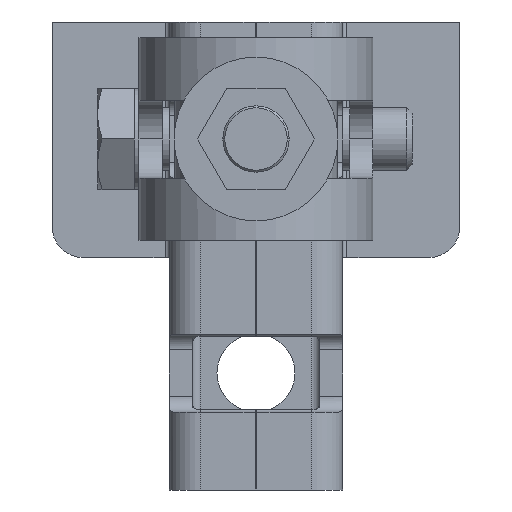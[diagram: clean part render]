
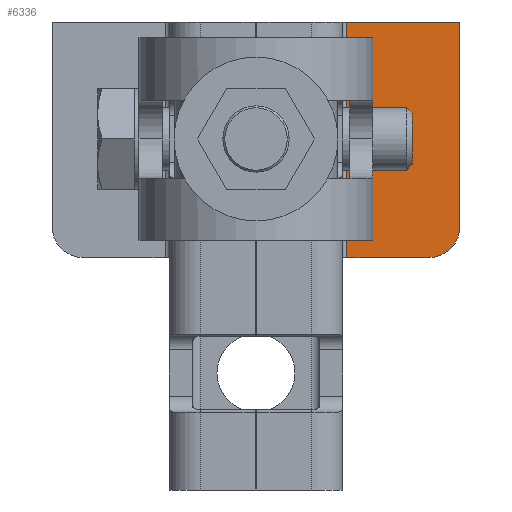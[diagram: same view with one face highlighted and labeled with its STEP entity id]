
A CAD part, front view. The second image highlights one B-rep face of the part: STEP entity #6336.
In plain terms, the highlighted planar face has unit normal (0, -1, 0).
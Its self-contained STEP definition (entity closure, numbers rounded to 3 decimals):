
#194 = ORIENTED_EDGE ( 'NONE', *, *, #5475, .F. ) ;
#276 = ORIENTED_EDGE ( 'NONE', *, *, #2844, .T. ) ;
#627 = VECTOR ( 'NONE', #1707, 1000. ) ;
#865 = VERTEX_POINT ( 'NONE', #7499 ) ;
#923 = CARTESIAN_POINT ( 'NONE',  ( 11.65, 28., 29.8 ) ) ;
#1073 = CARTESIAN_POINT ( 'NONE',  ( 11.65, 28., 60. ) ) ;
#1534 = FACE_OUTER_BOUND ( 'NONE', #8304, .T. ) ;
#1622 = ORIENTED_EDGE ( 'NONE', *, *, #9366, .T. ) ;
#1679 = VECTOR ( 'NONE', #2074, 1000. ) ;
#1707 = DIRECTION ( 'NONE',  ( 1., 0., 0. ) ) ;
#2074 = DIRECTION ( 'NONE',  ( 1., 0., 0. ) ) ;
#2655 = LINE ( 'NONE', #8766, #1679 ) ;
#2844 = EDGE_CURVE ( 'NONE', #7025, #4681, #6633, .T. ) ;
#2928 = VERTEX_POINT ( 'NONE', #4299 ) ;
#3032 = CARTESIAN_POINT ( 'NONE',  ( 26.15, 28., 33.8 ) ) ;
#3144 = ORIENTED_EDGE ( 'NONE', *, *, #3632, .F. ) ;
#3366 = DIRECTION ( 'NONE',  ( 0., 0., -1. ) ) ;
#3515 = DIRECTION ( 'NONE',  ( 0., 0., -1. ) ) ;
#3632 = EDGE_CURVE ( 'NONE', #865, #4681, #4039, .T. ) ;
#3870 = DIRECTION ( 'NONE',  ( 0., -1., 0. ) ) ;
#3949 = ORIENTED_EDGE ( 'NONE', *, *, #9315, .T. ) ;
#4039 = LINE ( 'NONE', #9132, #6695 ) ;
#4195 = CARTESIAN_POINT ( 'NONE',  ( 11.65, 28., 60. ) ) ;
#4299 = CARTESIAN_POINT ( 'NONE',  ( 11.65, 28., 60. ) ) ;
#4674 = DIRECTION ( 'NONE',  ( 0., 0., -1. ) ) ;
#4681 = VERTEX_POINT ( 'NONE', #3032 ) ;
#4879 = CARTESIAN_POINT ( 'NONE',  ( 22.15, 28., 33.8 ) ) ;
#5475 = EDGE_CURVE ( 'NONE', #2928, #865, #2655, .T. ) ;
#5525 = LINE ( 'NONE', #923, #627 ) ;
#5625 = DIRECTION ( 'NONE',  ( 0., 0., -1. ) ) ;
#5854 = AXIS2_PLACEMENT_3D ( 'NONE', #1073, #3870, #3366 ) ;
#6068 = CARTESIAN_POINT ( 'NONE',  ( 11.65, 28., 29.8 ) ) ;
#6336 = ADVANCED_FACE ( 'NONE', ( #1534 ), #8320, .T. ) ;
#6454 = LINE ( 'NONE', #4195, #8744 ) ;
#6604 = VERTEX_POINT ( 'NONE', #6068 ) ;
#6633 = CIRCLE ( 'NONE', #8795, 4. ) ;
#6695 = VECTOR ( 'NONE', #4674, 1000. ) ;
#7025 = VERTEX_POINT ( 'NONE', #9606 ) ;
#7499 = CARTESIAN_POINT ( 'NONE',  ( 26.15, 28., 60. ) ) ;
#8304 = EDGE_LOOP ( 'NONE', ( #276, #3144, #194, #1622, #3949 ) ) ;
#8320 = PLANE ( 'NONE',  #5854 ) ;
#8736 = DIRECTION ( 'NONE',  ( 0., -1., 0. ) ) ;
#8744 = VECTOR ( 'NONE', #5625, 1000. ) ;
#8766 = CARTESIAN_POINT ( 'NONE',  ( 11.65, 28., 60. ) ) ;
#8795 = AXIS2_PLACEMENT_3D ( 'NONE', #4879, #8736, #3515 ) ;
#9132 = CARTESIAN_POINT ( 'NONE',  ( 26.15, 28., 60. ) ) ;
#9315 = EDGE_CURVE ( 'NONE', #6604, #7025, #5525, .T. ) ;
#9366 = EDGE_CURVE ( 'NONE', #2928, #6604, #6454, .T. ) ;
#9606 = CARTESIAN_POINT ( 'NONE',  ( 22.15, 28., 29.8 ) ) ;
